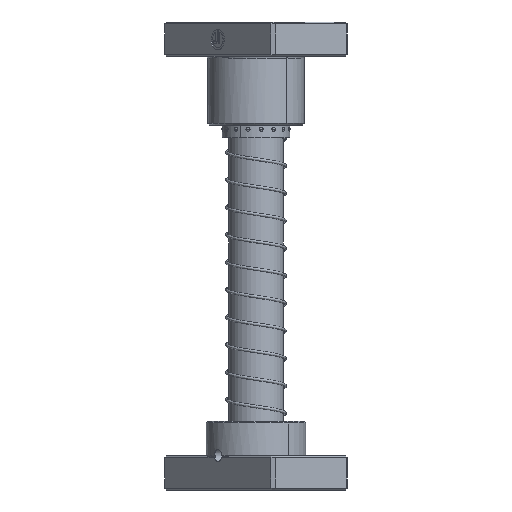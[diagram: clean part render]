
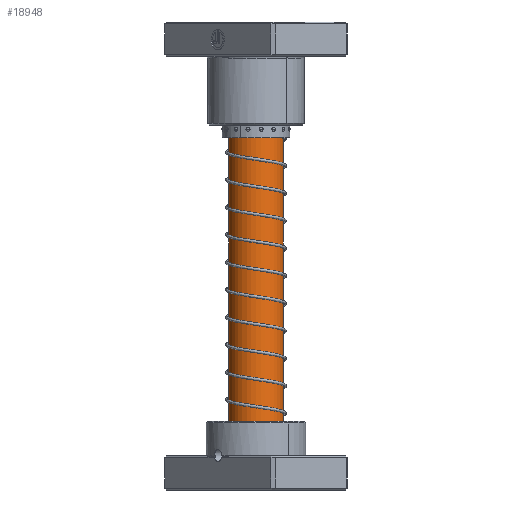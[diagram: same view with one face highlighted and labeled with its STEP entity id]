
A CAD part, front view. The second image highlights one B-rep face of the part: STEP entity #18948.
In plain terms, the highlighted cylindrical face has radius 16 mm (diameter 32 mm), a partial arc.
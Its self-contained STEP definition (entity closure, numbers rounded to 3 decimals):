
#11 = ORIENTED_EDGE ( 'NONE', *, *, #40009, .F. ) ;
#60 = EDGE_LOOP ( 'NONE', ( #2037, #18310, #25535, #11 ) ) ;
#1376 = CARTESIAN_POINT ( 'NONE',  ( -16., 0., 24.25 ) ) ;
#1952 = AXIS2_PLACEMENT_3D ( 'NONE', #17726, #41609, #21154 ) ;
#2037 = ORIENTED_EDGE ( 'NONE', *, *, #19995, .F. ) ;
#2565 = CARTESIAN_POINT ( 'NONE',  ( 0., 0., 240. ) ) ;
#2961 = EDGE_CURVE ( 'NONE', #20255, #25036, #41964, .T. ) ;
#5017 = DIRECTION ( 'NONE',  ( 0., 0., -1. ) ) ;
#6211 = VECTOR ( 'NONE', #5017, 1000. ) ;
#7336 = VECTOR ( 'NONE', #41360, 1000. ) ;
#7859 = DIRECTION ( 'NONE',  ( 0., 0., -1. ) ) ;
#9144 = DIRECTION ( 'NONE',  ( 0., 0., -1. ) ) ;
#16665 = CARTESIAN_POINT ( 'NONE',  ( 16., 0., 24.25 ) ) ;
#16998 = CIRCLE ( 'NONE', #39919, 16. ) ;
#17726 = CARTESIAN_POINT ( 'NONE',  ( 0., 0., 237. ) ) ;
#18310 = ORIENTED_EDGE ( 'NONE', *, *, #2961, .T. ) ;
#18948 = ADVANCED_FACE ( 'NONE', ( #41557 ), #31415, .T. ) ;
#18972 = CARTESIAN_POINT ( 'NONE',  ( -16., 0., 237. ) ) ;
#19206 = EDGE_CURVE ( 'NONE', #25036, #34896, #34574, .T. ) ;
#19995 = EDGE_CURVE ( 'NONE', #20255, #37351, #33430, .T. ) ;
#20255 = VERTEX_POINT ( 'NONE', #38141 ) ;
#20885 = CARTESIAN_POINT ( 'NONE',  ( -16., 0., 240. ) ) ;
#21154 = DIRECTION ( 'NONE',  ( 1., 0., 0. ) ) ;
#21814 = AXIS2_PLACEMENT_3D ( 'NONE', #2565, #9144, #40045 ) ;
#25036 = VERTEX_POINT ( 'NONE', #18972 ) ;
#25405 = CARTESIAN_POINT ( 'NONE',  ( 16., 0., 240. ) ) ;
#25535 = ORIENTED_EDGE ( 'NONE', *, *, #19206, .T. ) ;
#28286 = CARTESIAN_POINT ( 'NONE',  ( 0., 0., 24.25 ) ) ;
#31415 = CYLINDRICAL_SURFACE ( 'NONE', #21814, 16. ) ;
#31745 = DIRECTION ( 'NONE',  ( -1., 0., 0. ) ) ;
#33430 = LINE ( 'NONE', #25405, #6211 ) ;
#34574 = LINE ( 'NONE', #20885, #7336 ) ;
#34896 = VERTEX_POINT ( 'NONE', #1376 ) ;
#37351 = VERTEX_POINT ( 'NONE', #16665 ) ;
#38141 = CARTESIAN_POINT ( 'NONE',  ( 16., 0., 237. ) ) ;
#39919 = AXIS2_PLACEMENT_3D ( 'NONE', #28286, #7859, #31745 ) ;
#40009 = EDGE_CURVE ( 'NONE', #37351, #34896, #16998, .T. ) ;
#40045 = DIRECTION ( 'NONE',  ( -1., 0., 0. ) ) ;
#41360 = DIRECTION ( 'NONE',  ( 0., 0., -1. ) ) ;
#41557 = FACE_OUTER_BOUND ( 'NONE', #60, .T. ) ;
#41609 = DIRECTION ( 'NONE',  ( 0., 0., -1. ) ) ;
#41964 = CIRCLE ( 'NONE', #1952, 16. ) ;
